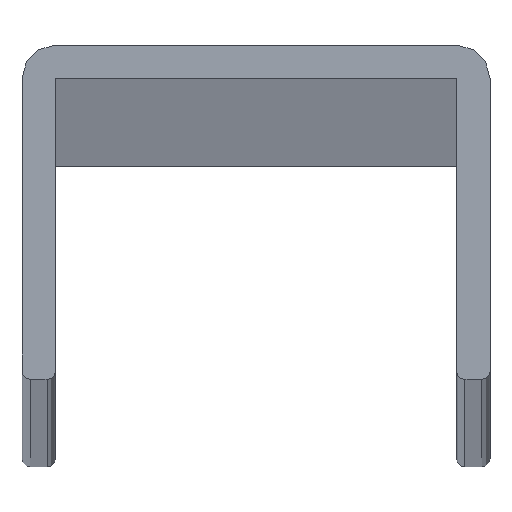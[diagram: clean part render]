
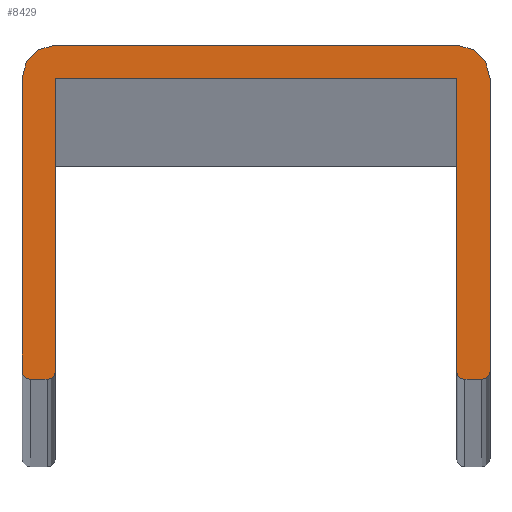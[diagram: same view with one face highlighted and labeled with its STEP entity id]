
A CAD part, top view. The second image highlights one B-rep face of the part: STEP entity #8429.
In plain terms, the highlighted planar face has unit normal (0, 0, 1).
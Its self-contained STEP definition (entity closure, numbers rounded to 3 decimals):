
#73 = LINE ( 'NONE', #840, #11201 ) ;
#76 = ORIENTED_EDGE ( 'NONE', *, *, #10680, .T. ) ;
#84 = CARTESIAN_POINT ( 'NONE',  ( -12.5, 0., 1500. ) ) ;
#150 = VERTEX_POINT ( 'NONE', #1604 ) ;
#153 = PLANE ( 'NONE',  #12473 ) ;
#257 = ORIENTED_EDGE ( 'NONE', *, *, #8240, .F. ) ;
#313 = VERTEX_POINT ( 'NONE', #11361 ) ;
#672 = CARTESIAN_POINT ( 'NONE',  ( 12.5, 0., 1500. ) ) ;
#762 = VERTEX_POINT ( 'NONE', #12661 ) ;
#840 = CARTESIAN_POINT ( 'NONE',  ( -12., 20., 1500. ) ) ;
#854 = ORIENTED_EDGE ( 'NONE', *, *, #4329, .F. ) ;
#1068 = ORIENTED_EDGE ( 'NONE', *, *, #4137, .T. ) ;
#1101 = DIRECTION ( 'NONE',  ( 1., 0., 0. ) ) ;
#1117 = CARTESIAN_POINT ( 'NONE',  ( -13.5, 0.5, 1500. ) ) ;
#1197 = VECTOR ( 'NONE', #5699, 1000. ) ;
#1341 = CIRCLE ( 'NONE', #10317, 0.5 ) ;
#1481 = DIRECTION ( 'NONE',  ( 0., 0., 1. ) ) ;
#1604 = CARTESIAN_POINT ( 'NONE',  ( -12., 20., 1500. ) ) ;
#1909 = ORIENTED_EDGE ( 'NONE', *, *, #12620, .T. ) ;
#1961 = LINE ( 'NONE', #12200, #10872 ) ;
#2138 = DIRECTION ( 'NONE',  ( 0., 0., 1. ) ) ;
#2225 = VERTEX_POINT ( 'NONE', #4754 ) ;
#2244 = CARTESIAN_POINT ( 'NONE',  ( 12.5, 0.5, 1500. ) ) ;
#2357 = CARTESIAN_POINT ( 'NONE',  ( -14., 0.5, 1500. ) ) ;
#2828 = DIRECTION ( 'NONE',  ( 1., 0., 0. ) ) ;
#3080 = VECTOR ( 'NONE', #14926, 1000. ) ;
#3098 = CARTESIAN_POINT ( 'NONE',  ( -12., 18., 1500. ) ) ;
#3341 = DIRECTION ( 'NONE',  ( 0., 0., 1. ) ) ;
#3363 = CARTESIAN_POINT ( 'NONE',  ( -12., 18., 1500. ) ) ;
#3445 = VERTEX_POINT ( 'NONE', #84 ) ;
#3630 = DIRECTION ( 'NONE',  ( 1., 0., 0. ) ) ;
#3656 = DIRECTION ( 'NONE',  ( 0., 1., 0. ) ) ;
#3676 = CARTESIAN_POINT ( 'NONE',  ( -14., 18., 1500. ) ) ;
#3701 = EDGE_CURVE ( 'NONE', #762, #3445, #10227, .T. ) ;
#3846 = CARTESIAN_POINT ( 'NONE',  ( 12., 20., 1500. ) ) ;
#3886 = CARTESIAN_POINT ( 'NONE',  ( -13.5, 0., 1500. ) ) ;
#4137 = EDGE_CURVE ( 'NONE', #150, #14246, #5422, .T. ) ;
#4145 = CIRCLE ( 'NONE', #13483, 0.5 ) ;
#4157 = EDGE_CURVE ( 'NONE', #9758, #13367, #6349, .T. ) ;
#4329 = EDGE_CURVE ( 'NONE', #10140, #14246, #5614, .T. ) ;
#4553 = CARTESIAN_POINT ( 'NONE',  ( 13.5, 0.5, 1500. ) ) ;
#4754 = CARTESIAN_POINT ( 'NONE',  ( 12., 18., 1500. ) ) ;
#4769 = AXIS2_PLACEMENT_3D ( 'NONE', #1117, #13044, #14157 ) ;
#4776 = ORIENTED_EDGE ( 'NONE', *, *, #3701, .T. ) ;
#5073 = DIRECTION ( 'NONE',  ( 1., 0., 0. ) ) ;
#5122 = CARTESIAN_POINT ( 'NONE',  ( -12.5, 0.5, 1500. ) ) ;
#5228 = CARTESIAN_POINT ( 'NONE',  ( 12., 0.5, 1500. ) ) ;
#5332 = LINE ( 'NONE', #3098, #3080 ) ;
#5422 = CIRCLE ( 'NONE', #10941, 2. ) ;
#5614 = LINE ( 'NONE', #2357, #13539 ) ;
#5656 = CARTESIAN_POINT ( 'NONE',  ( 13.5, 0., 1500. ) ) ;
#5699 = DIRECTION ( 'NONE',  ( -1., 0., 0. ) ) ;
#5795 = CARTESIAN_POINT ( 'NONE',  ( 13.5, 0., 1500. ) ) ;
#5844 = ORIENTED_EDGE ( 'NONE', *, *, #9627, .T. ) ;
#6017 = DIRECTION ( 'NONE',  ( 0., 1., 0. ) ) ;
#6150 = ORIENTED_EDGE ( 'NONE', *, *, #11782, .T. ) ;
#6302 = DIRECTION ( 'NONE',  ( 1., 0., 0. ) ) ;
#6343 = ORIENTED_EDGE ( 'NONE', *, *, #4157, .F. ) ;
#6349 = CIRCLE ( 'NONE', #13628, 2. ) ;
#6354 = DIRECTION ( 'NONE',  ( -1., 0., 0. ) ) ;
#6425 = DIRECTION ( 'NONE',  ( 0., 0., 1. ) ) ;
#6446 = LINE ( 'NONE', #10701, #8101 ) ;
#6468 = EDGE_LOOP ( 'NONE', ( #1068, #854, #5844, #4776, #9373, #6150, #9231, #76, #1909, #257, #15194, #9504, #6343, #8686 ) ) ;
#6499 = DIRECTION ( 'NONE',  ( 0., -1., 0. ) ) ;
#7129 = DIRECTION ( 'NONE',  ( 0., 0., 1. ) ) ;
#7619 = DIRECTION ( 'NONE',  ( 0., 0., -1. ) ) ;
#7875 = VERTEX_POINT ( 'NONE', #9129 ) ;
#7946 = EDGE_CURVE ( 'NONE', #13058, #7875, #14215, .T. ) ;
#8101 = VECTOR ( 'NONE', #6017, 1000. ) ;
#8240 = EDGE_CURVE ( 'NONE', #13058, #8282, #13828, .T. ) ;
#8282 = VERTEX_POINT ( 'NONE', #672 ) ;
#8336 = AXIS2_PLACEMENT_3D ( 'NONE', #4553, #2138, #12799 ) ;
#8429 = ADVANCED_FACE ( 'NONE', ( #13053 ), #153, .T. ) ;
#8557 = CARTESIAN_POINT ( 'NONE',  ( -14., 0.5, 1500. ) ) ;
#8686 = ORIENTED_EDGE ( 'NONE', *, *, #9058, .F. ) ;
#8847 = CARTESIAN_POINT ( 'NONE',  ( 12., 18., 1500. ) ) ;
#9058 = EDGE_CURVE ( 'NONE', #150, #9758, #73, .T. ) ;
#9129 = CARTESIAN_POINT ( 'NONE',  ( 14., 0.5, 1500. ) ) ;
#9231 = ORIENTED_EDGE ( 'NONE', *, *, #11534, .T. ) ;
#9373 = ORIENTED_EDGE ( 'NONE', *, *, #12766, .T. ) ;
#9435 = LINE ( 'NONE', #13722, #10507 ) ;
#9504 = ORIENTED_EDGE ( 'NONE', *, *, #10930, .F. ) ;
#9627 = EDGE_CURVE ( 'NONE', #10140, #762, #10450, .T. ) ;
#9758 = VERTEX_POINT ( 'NONE', #3846 ) ;
#10140 = VERTEX_POINT ( 'NONE', #8557 ) ;
#10227 = LINE ( 'NONE', #3886, #13173 ) ;
#10317 = AXIS2_PLACEMENT_3D ( 'NONE', #2244, #3341, #1101 ) ;
#10450 = CIRCLE ( 'NONE', #4769, 0.5 ) ;
#10507 = VECTOR ( 'NONE', #6499, 1000. ) ;
#10680 = EDGE_CURVE ( 'NONE', #2225, #12838, #9435, .T. ) ;
#10701 = CARTESIAN_POINT ( 'NONE',  ( -12., 0.5, 1500. ) ) ;
#10729 = CARTESIAN_POINT ( 'NONE',  ( -12., 18., 1500. ) ) ;
#10872 = VECTOR ( 'NONE', #12248, 1000. ) ;
#10930 = EDGE_CURVE ( 'NONE', #13367, #7875, #1961, .T. ) ;
#10941 = AXIS2_PLACEMENT_3D ( 'NONE', #13415, #1481, #6302 ) ;
#11201 = VECTOR ( 'NONE', #12796, 1000. ) ;
#11361 = CARTESIAN_POINT ( 'NONE',  ( -12., 0.5, 1500. ) ) ;
#11534 = EDGE_CURVE ( 'NONE', #14138, #2225, #5332, .T. ) ;
#11782 = EDGE_CURVE ( 'NONE', #313, #14138, #6446, .T. ) ;
#12200 = CARTESIAN_POINT ( 'NONE',  ( 14., 18., 1500. ) ) ;
#12248 = DIRECTION ( 'NONE',  ( 0., -1., 0. ) ) ;
#12473 = AXIS2_PLACEMENT_3D ( 'NONE', #10729, #7129, #3630 ) ;
#12620 = EDGE_CURVE ( 'NONE', #12838, #8282, #1341, .T. ) ;
#12661 = CARTESIAN_POINT ( 'NONE',  ( -13.5, 0., 1500. ) ) ;
#12766 = EDGE_CURVE ( 'NONE', #3445, #313, #4145, .T. ) ;
#12796 = DIRECTION ( 'NONE',  ( 1., 0., 0. ) ) ;
#12799 = DIRECTION ( 'NONE',  ( 1., 0., 0. ) ) ;
#12838 = VERTEX_POINT ( 'NONE', #5228 ) ;
#13044 = DIRECTION ( 'NONE',  ( 0., 0., 1. ) ) ;
#13053 = FACE_OUTER_BOUND ( 'NONE', #6468, .T. ) ;
#13058 = VERTEX_POINT ( 'NONE', #5656 ) ;
#13173 = VECTOR ( 'NONE', #2828, 1000. ) ;
#13367 = VERTEX_POINT ( 'NONE', #15057 ) ;
#13415 = CARTESIAN_POINT ( 'NONE',  ( -12., 18., 1500. ) ) ;
#13483 = AXIS2_PLACEMENT_3D ( 'NONE', #5122, #6425, #5073 ) ;
#13539 = VECTOR ( 'NONE', #3656, 1000. ) ;
#13628 = AXIS2_PLACEMENT_3D ( 'NONE', #8847, #7619, #6354 ) ;
#13722 = CARTESIAN_POINT ( 'NONE',  ( 12., 18., 1500. ) ) ;
#13828 = LINE ( 'NONE', #5795, #1197 ) ;
#14138 = VERTEX_POINT ( 'NONE', #3363 ) ;
#14157 = DIRECTION ( 'NONE',  ( 1., 0., 0. ) ) ;
#14215 = CIRCLE ( 'NONE', #8336, 0.5 ) ;
#14246 = VERTEX_POINT ( 'NONE', #3676 ) ;
#14926 = DIRECTION ( 'NONE',  ( 1., 0., 0. ) ) ;
#15057 = CARTESIAN_POINT ( 'NONE',  ( 14., 18., 1500. ) ) ;
#15194 = ORIENTED_EDGE ( 'NONE', *, *, #7946, .T. ) ;
